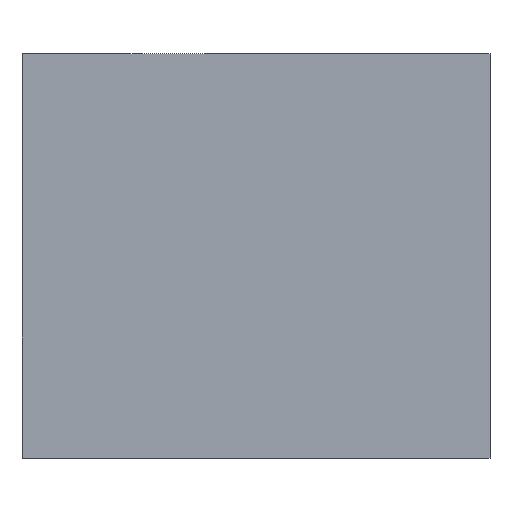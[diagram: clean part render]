
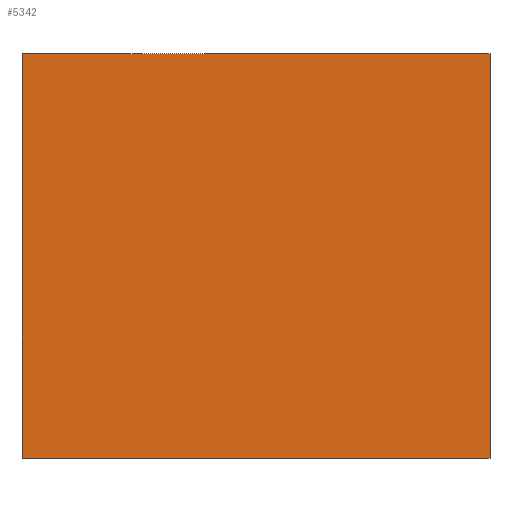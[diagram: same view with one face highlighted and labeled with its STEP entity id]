
A CAD part, top view. The second image highlights one B-rep face of the part: STEP entity #5342.
In plain terms, the highlighted planar face has unit normal (0, 0, 1).
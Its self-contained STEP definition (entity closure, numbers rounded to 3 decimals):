
#1464 = PLANE('',#1465);
#1465 = AXIS2_PLACEMENT_3D('',#1466,#1467,#1468);
#1466 = CARTESIAN_POINT('',(-0.277,-41.5,-9.308));
#1467 = DIRECTION('',(0.,-1.,0.));
#1468 = DIRECTION('',(0.,0.,-1.));
#3113 = PLANE('',#3114);
#3114 = AXIS2_PLACEMENT_3D('',#3115,#3116,#3117);
#3115 = CARTESIAN_POINT('',(-5.152,41.5,-13.33));
#3116 = DIRECTION('',(0.,1.,0.));
#3117 = DIRECTION('',(0.,0.,1.));
#3141 = PLANE('',#3142);
#3142 = AXIS2_PLACEMENT_3D('',#3143,#3144,#3145);
#3143 = CARTESIAN_POINT('',(48.,0.,0.304));
#3144 = DIRECTION('',(1.,0.,0.));
#3145 = DIRECTION('',(0.,0.,1.));
#3373 = VERTEX_POINT('',#3374);
#3374 = CARTESIAN_POINT('',(-48.,-41.5,2.));
#3388 = PLANE('',#3389);
#3389 = AXIS2_PLACEMENT_3D('',#3390,#3391,#3392);
#3390 = CARTESIAN_POINT('',(-48.,0.,0.304));
#3391 = DIRECTION('',(-1.,-0.,-0.));
#3392 = DIRECTION('',(0.,0.,-1.));
#3426 = VERTEX_POINT('',#3427);
#3427 = CARTESIAN_POINT('',(48.,-41.5,2.));
#3448 = EDGE_CURVE('',#3373,#3426,#3449,.T.);
#3449 = SURFACE_CURVE('',#3450,(#3454,#3461),.PCURVE_S1.);
#3450 = LINE('',#3451,#3452);
#3451 = CARTESIAN_POINT('',(-48.,-41.5,2.));
#3452 = VECTOR('',#3453,1.);
#3453 = DIRECTION('',(1.,0.,0.));
#3454 = PCURVE('',#1464,#3455);
#3455 = DEFINITIONAL_REPRESENTATION('',(#3456),#3460);
#3456 = LINE('',#3457,#3458);
#3457 = CARTESIAN_POINT('',(-11.308,-47.723));
#3458 = VECTOR('',#3459,1.);
#3459 = DIRECTION('',(0.,1.));
#3460 = ( GEOMETRIC_REPRESENTATION_CONTEXT(2) 
PARAMETRIC_REPRESENTATION_CONTEXT() REPRESENTATION_CONTEXT('2D SPACE',''
  ) );
#3461 = PCURVE('',#3462,#3467);
#3462 = PLANE('',#3463);
#3463 = AXIS2_PLACEMENT_3D('',#3464,#3465,#3466);
#3464 = CARTESIAN_POINT('',(0.,0.,2.));
#3465 = DIRECTION('',(0.,0.,1.));
#3466 = DIRECTION('',(1.,0.,0.));
#3467 = DEFINITIONAL_REPRESENTATION('',(#3468),#3472);
#3468 = LINE('',#3469,#3470);
#3469 = CARTESIAN_POINT('',(-48.,-41.5));
#3470 = VECTOR('',#3471,1.);
#3471 = DIRECTION('',(1.,0.));
#3472 = ( GEOMETRIC_REPRESENTATION_CONTEXT(2) 
PARAMETRIC_REPRESENTATION_CONTEXT() REPRESENTATION_CONTEXT('2D SPACE',''
  ) );
#4995 = VERTEX_POINT('',#4996);
#4996 = CARTESIAN_POINT('',(48.,41.5,2.));
#5017 = EDGE_CURVE('',#3426,#4995,#5018,.T.);
#5018 = SURFACE_CURVE('',#5019,(#5023,#5030),.PCURVE_S1.);
#5019 = LINE('',#5020,#5021);
#5020 = CARTESIAN_POINT('',(48.,-41.5,2.));
#5021 = VECTOR('',#5022,1.);
#5022 = DIRECTION('',(0.,1.,0.));
#5023 = PCURVE('',#3141,#5024);
#5024 = DEFINITIONAL_REPRESENTATION('',(#5025),#5029);
#5025 = LINE('',#5026,#5027);
#5026 = CARTESIAN_POINT('',(1.696,41.5));
#5027 = VECTOR('',#5028,1.);
#5028 = DIRECTION('',(0.,-1.));
#5029 = ( GEOMETRIC_REPRESENTATION_CONTEXT(2) 
PARAMETRIC_REPRESENTATION_CONTEXT() REPRESENTATION_CONTEXT('2D SPACE',''
  ) );
#5030 = PCURVE('',#3462,#5031);
#5031 = DEFINITIONAL_REPRESENTATION('',(#5032),#5036);
#5032 = LINE('',#5033,#5034);
#5033 = CARTESIAN_POINT('',(48.,-41.5));
#5034 = VECTOR('',#5035,1.);
#5035 = DIRECTION('',(0.,1.));
#5036 = ( GEOMETRIC_REPRESENTATION_CONTEXT(2) 
PARAMETRIC_REPRESENTATION_CONTEXT() REPRESENTATION_CONTEXT('2D SPACE',''
  ) );
#5179 = VERTEX_POINT('',#5180);
#5180 = CARTESIAN_POINT('',(-48.,41.5,2.));
#5201 = EDGE_CURVE('',#4995,#5179,#5202,.T.);
#5202 = SURFACE_CURVE('',#5203,(#5207,#5214),.PCURVE_S1.);
#5203 = LINE('',#5204,#5205);
#5204 = CARTESIAN_POINT('',(48.,41.5,2.));
#5205 = VECTOR('',#5206,1.);
#5206 = DIRECTION('',(-1.,0.,0.));
#5207 = PCURVE('',#3113,#5208);
#5208 = DEFINITIONAL_REPRESENTATION('',(#5209),#5213);
#5209 = LINE('',#5210,#5211);
#5210 = CARTESIAN_POINT('',(15.33,53.152));
#5211 = VECTOR('',#5212,1.);
#5212 = DIRECTION('',(0.,-1.));
#5213 = ( GEOMETRIC_REPRESENTATION_CONTEXT(2) 
PARAMETRIC_REPRESENTATION_CONTEXT() REPRESENTATION_CONTEXT('2D SPACE',''
  ) );
#5214 = PCURVE('',#3462,#5215);
#5215 = DEFINITIONAL_REPRESENTATION('',(#5216),#5220);
#5216 = LINE('',#5217,#5218);
#5217 = CARTESIAN_POINT('',(48.,41.5));
#5218 = VECTOR('',#5219,1.);
#5219 = DIRECTION('',(-1.,0.));
#5220 = ( GEOMETRIC_REPRESENTATION_CONTEXT(2) 
PARAMETRIC_REPRESENTATION_CONTEXT() REPRESENTATION_CONTEXT('2D SPACE',''
  ) );
#5246 = EDGE_CURVE('',#5179,#3373,#5247,.T.);
#5247 = SURFACE_CURVE('',#5248,(#5252,#5259),.PCURVE_S1.);
#5248 = LINE('',#5249,#5250);
#5249 = CARTESIAN_POINT('',(-48.,41.5,2.));
#5250 = VECTOR('',#5251,1.);
#5251 = DIRECTION('',(0.,-1.,0.));
#5252 = PCURVE('',#3388,#5253);
#5253 = DEFINITIONAL_REPRESENTATION('',(#5254),#5258);
#5254 = LINE('',#5255,#5256);
#5255 = CARTESIAN_POINT('',(-1.696,-41.5));
#5256 = VECTOR('',#5257,1.);
#5257 = DIRECTION('',(0.,1.));
#5258 = ( GEOMETRIC_REPRESENTATION_CONTEXT(2) 
PARAMETRIC_REPRESENTATION_CONTEXT() REPRESENTATION_CONTEXT('2D SPACE',''
  ) );
#5259 = PCURVE('',#3462,#5260);
#5260 = DEFINITIONAL_REPRESENTATION('',(#5261),#5265);
#5261 = LINE('',#5262,#5263);
#5262 = CARTESIAN_POINT('',(-48.,41.5));
#5263 = VECTOR('',#5264,1.);
#5264 = DIRECTION('',(0.,-1.));
#5265 = ( GEOMETRIC_REPRESENTATION_CONTEXT(2) 
PARAMETRIC_REPRESENTATION_CONTEXT() REPRESENTATION_CONTEXT('2D SPACE',''
  ) );
#5342 = ADVANCED_FACE('',(#5343),#3462,.T.);
#5343 = FACE_BOUND('',#5344,.T.);
#5344 = EDGE_LOOP('',(#5345,#5346,#5347,#5348));
#5345 = ORIENTED_EDGE('',*,*,#5017,.T.);
#5346 = ORIENTED_EDGE('',*,*,#5201,.T.);
#5347 = ORIENTED_EDGE('',*,*,#5246,.T.);
#5348 = ORIENTED_EDGE('',*,*,#3448,.T.);
